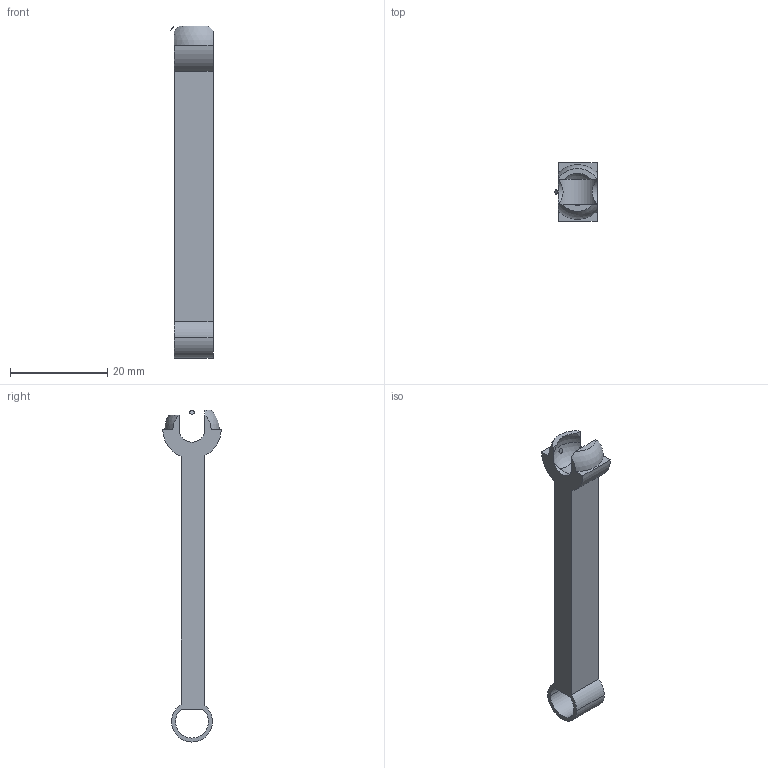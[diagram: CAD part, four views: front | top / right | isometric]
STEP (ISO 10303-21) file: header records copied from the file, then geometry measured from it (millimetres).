
FILE_DESCRIPTION (( 'STEP AP214' ), '1' );
FILE_NAME ('ｱﾛ-ﾏﾂSLDPRT.ST', '2023-11-02T09:24:06', ( '' ), ( '' ), 'SwSTEP 2.0', 'SolidWorks 2022', '' );
FILE_SCHEMA (( 'AUTOMOTIVE_DESIGN' ));
Length unit declared in the file: millimetre
Products named in the file (1): 臂-下SLDPRT
Bounding box: 8.68 x 12 x 68.15 mm (x, y, z)
Volume: 2446.3 mm3; surface area: 2177.5 mm2
Topology: 2 solids, 2 shells, 36 faces, 94 edges, 62 vertices
Faces by surface type: cylinder 15, plane 14, sphere 7
Entity records: 1237 total; most frequent: CARTESIAN_POINT 251, DIRECTION 220, ORIENTED_EDGE 188, EDGE_CURVE 94, AXIS2_PLACEMENT_3D 91, VERTEX_POINT 62, CIRCLE 54, EDGE_LOOP 38
